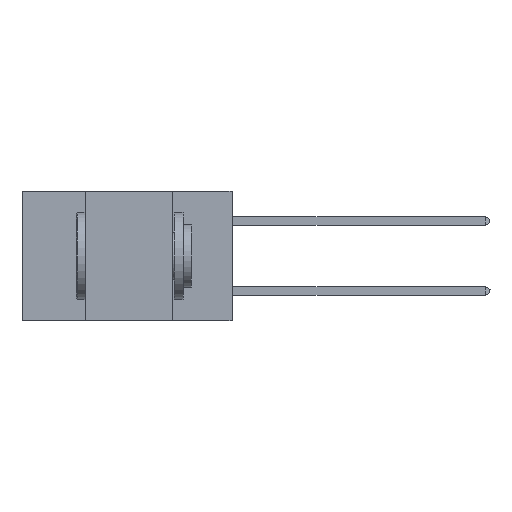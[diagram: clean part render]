
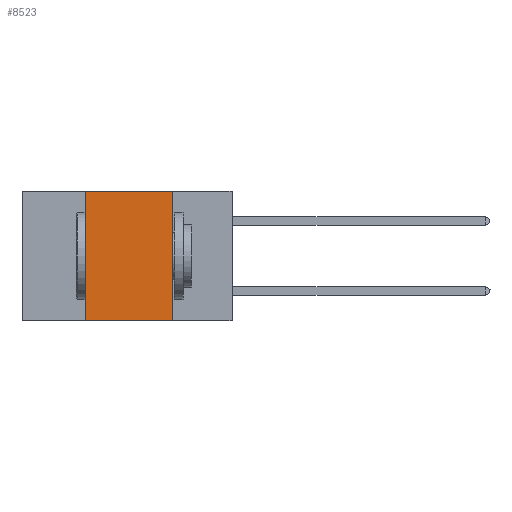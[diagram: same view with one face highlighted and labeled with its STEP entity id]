
A CAD part, left-side view. The second image highlights one B-rep face of the part: STEP entity #8523.
In plain terms, the highlighted planar face has unit normal (-1, 0, 0).
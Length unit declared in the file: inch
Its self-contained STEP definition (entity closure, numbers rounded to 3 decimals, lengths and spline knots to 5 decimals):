
#1170 = EDGE_CURVE ( 'NONE', #10576, #12127, #12296, .T. ) ;
#1853 = LINE ( 'NONE', #4532, #19117 ) ;
#2682 = CARTESIAN_POINT ( 'NONE',  ( 0., 0.6, -0.37 ) ) ;
#4532 = CARTESIAN_POINT ( 'NONE',  ( 0., 0.17, 0. ) ) ;
#6190 = DIRECTION ( 'NONE',  ( 0., -1., 0. ) ) ;
#8026 = DIRECTION ( 'NONE',  ( 0., 0., -1. ) ) ;
#8523 = ADVANCED_FACE ( 'NONE', ( #22516 ), #32101, .F. ) ;
#10576 = VERTEX_POINT ( 'NONE', #13059 ) ;
#11610 = ORIENTED_EDGE ( 'NONE', *, *, #31202, .F. ) ;
#12127 = VERTEX_POINT ( 'NONE', #27540 ) ;
#12296 = LINE ( 'NONE', #35989, #39481 ) ;
#13059 = CARTESIAN_POINT ( 'NONE',  ( 0., 0.42, -0.37 ) ) ;
#13584 = VERTEX_POINT ( 'NONE', #23315 ) ;
#14798 = ORIENTED_EDGE ( 'NONE', *, *, #18200, .T. ) ;
#14951 = CARTESIAN_POINT ( 'NONE',  ( 0., 0.6, 0. ) ) ;
#15047 = LINE ( 'NONE', #2682, #32274 ) ;
#16550 = AXIS2_PLACEMENT_3D ( 'NONE', #14951, #38811, #18396 ) ;
#18029 = CARTESIAN_POINT ( 'NONE',  ( 0., 0.17, 0. ) ) ;
#18200 = EDGE_CURVE ( 'NONE', #10576, #13584, #15047, .T. ) ;
#18396 = DIRECTION ( 'NONE',  ( 0., 0., -1. ) ) ;
#19070 = LINE ( 'NONE', #20819, #35157 ) ;
#19117 = VECTOR ( 'NONE', #8026, 39.37008 ) ;
#20819 = CARTESIAN_POINT ( 'NONE',  ( 0., 0.6, 0. ) ) ;
#22367 = EDGE_LOOP ( 'NONE', ( #11610, #29895, #32034, #14798 ) ) ;
#22516 = FACE_OUTER_BOUND ( 'NONE', #22367, .T. ) ;
#23064 = VERTEX_POINT ( 'NONE', #18029 ) ;
#23315 = CARTESIAN_POINT ( 'NONE',  ( 0., 0.17, -0.37 ) ) ;
#24304 = DIRECTION ( 'NONE',  ( 0., -1., 0. ) ) ;
#25781 = DIRECTION ( 'NONE',  ( 0., 0., 1. ) ) ;
#27540 = CARTESIAN_POINT ( 'NONE',  ( 0., 0.42, 0. ) ) ;
#29895 = ORIENTED_EDGE ( 'NONE', *, *, #31732, .F. ) ;
#31202 = EDGE_CURVE ( 'NONE', #23064, #13584, #1853, .T. ) ;
#31732 = EDGE_CURVE ( 'NONE', #12127, #23064, #19070, .T. ) ;
#32034 = ORIENTED_EDGE ( 'NONE', *, *, #1170, .F. ) ;
#32101 = PLANE ( 'NONE',  #16550 ) ;
#32274 = VECTOR ( 'NONE', #6190, 39.37008 ) ;
#35157 = VECTOR ( 'NONE', #24304, 39.37008 ) ;
#35989 = CARTESIAN_POINT ( 'NONE',  ( 0., 0.42, 0. ) ) ;
#38811 = DIRECTION ( 'NONE',  ( 1., 0., 0. ) ) ;
#39481 = VECTOR ( 'NONE', #25781, 39.37008 ) ;
